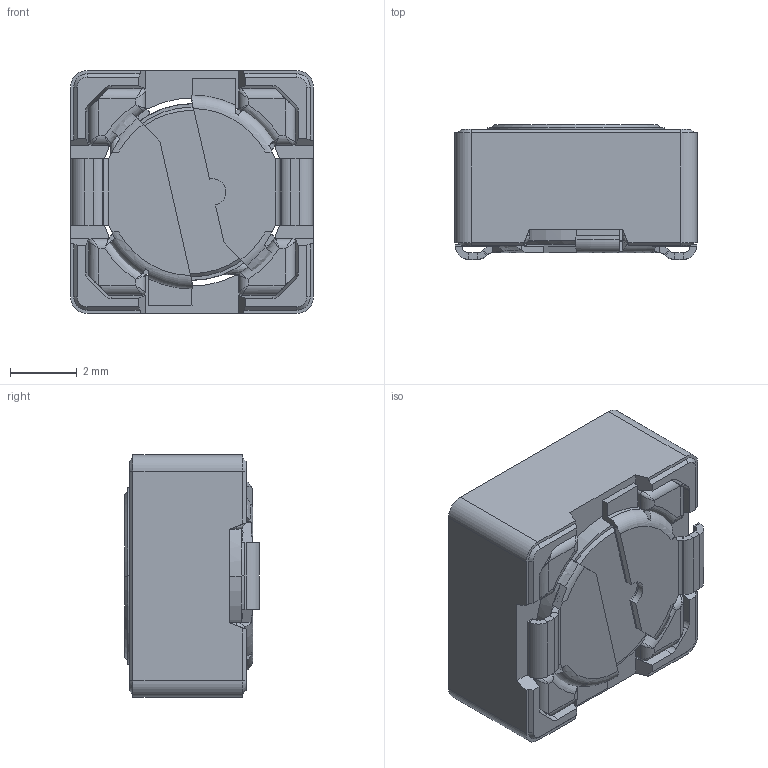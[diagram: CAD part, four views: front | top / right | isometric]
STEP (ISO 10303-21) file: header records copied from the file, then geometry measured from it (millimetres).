
FILE_DESCRIPTION((''),'2;1');
FILE_NAME('72G6','2019-05-24T',('EC2034'),(''),'CREO PARAMETRIC BY PTC INC, 2015480','CREO PARAMETRIC BY PTC INC, 2015480','');
FILE_SCHEMA(('AUTOMOTIVE_DESIGN { 1 0 10303 214 1 1 1 1 }'));
Length unit declared in the file: millimetre
Products named in the file (1): 72G6
Bounding box: 7.3 x 4.05 x 7.3 mm (x, y, z)
Volume: 129.5 mm3; surface area: 486.3 mm2
Topology: 1 solids, 3 shells, 588 faces, 1553 edges, 970 vertices
Faces by surface type: plane 360, cylinder 122, cone 46, bspline 44, torus 16
Entity records: 39905 total; most frequent: CARTESIAN_POINT 22757, ORIENTED_EDGE 3090, DIRECTION 2757, EDGE_CURVE 1549, VECTOR 1005, LINE 1005, VERTEX_POINT 970, AXIS2_PLACEMENT_3D 876
